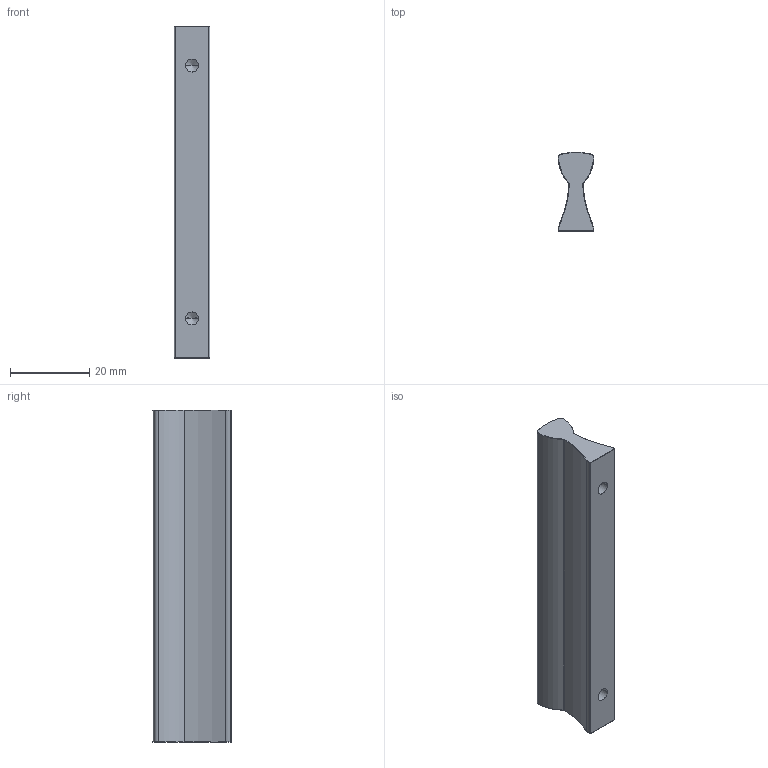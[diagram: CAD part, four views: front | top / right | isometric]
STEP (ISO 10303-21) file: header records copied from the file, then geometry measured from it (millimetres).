
FILE_DESCRIPTION(('Creo Elements/Direct Modeling STEP Export'),'2;1');
FILE_NAME('2086-84.stp','2019-03-18T14:54:32',(''),(''),'Creo Elements/Direct Modeling STEP processor for AP214 (Solid Model)','Creo Elements/Direct Modeling 20.0 12-Nov-2016 (C) Parametric Technology GmbH','');
FILE_SCHEMA(('AUTOMOTIVE_DESIGN { 1 0 10303 214 1 1 1 1 }'));
Length unit declared in the file: millimetre
Products named in the file (1): 2086-84
Bounding box: 9 x 19.95 x 84 mm (x, y, z)
Volume: 10595.7 mm3; surface area: 5277.2 mm2
Topology: 1 solids, 1 shells, 64 faces, 144 edges, 82 vertices
Faces by surface type: cylinder 27, torus 26, plane 7, cone 4
Entity records: 1786 total; most frequent: DIRECTION 354, ORIENTED_EDGE 280, CARTESIAN_POINT 279, AXIS2_PLACEMENT_3D 157, EDGE_CURVE 140, CIRCLE 92, VERTEX_POINT 82, EDGE_LOOP 68
